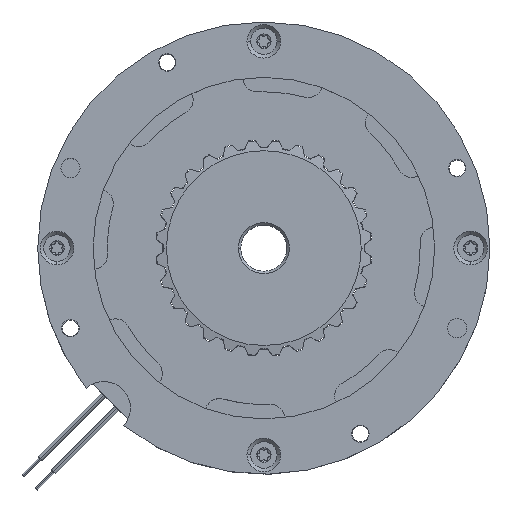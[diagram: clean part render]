
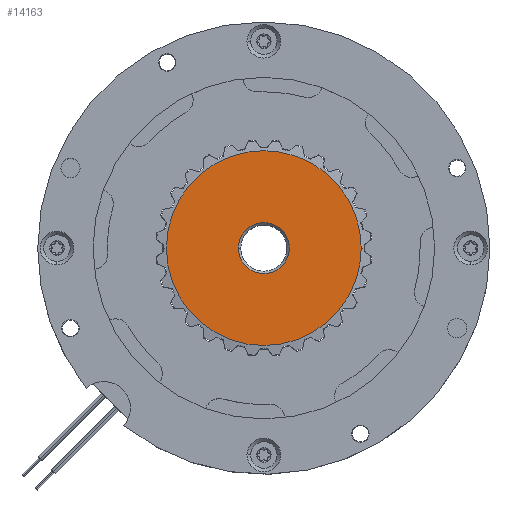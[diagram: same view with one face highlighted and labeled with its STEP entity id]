
A CAD part, top view. The second image highlights one B-rep face of the part: STEP entity #14163.
In plain terms, the highlighted face is planar.
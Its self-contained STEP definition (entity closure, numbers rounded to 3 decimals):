
#86 = CARTESIAN_POINT ( 'NONE',  ( 0., 20.25, -19. ) ) ;
#457 = DIRECTION ( 'NONE',  ( 0., 0., 1. ) ) ;
#1411 = VERTEX_POINT ( 'NONE', #24816 ) ;
#2181 = ORIENTED_EDGE ( 'NONE', *, *, #12356, .T. ) ;
#5015 = EDGE_CURVE ( 'NONE', #1411, #24211, #11454, .T. ) ;
#6316 = CIRCLE ( 'NONE', #10338, 20.25 ) ;
#6471 = EDGE_LOOP ( 'NONE', ( #29686, #11141 ) ) ;
#6587 = CARTESIAN_POINT ( 'NONE',  ( 0., 0., -19. ) ) ;
#7534 = CARTESIAN_POINT ( 'NONE',  ( 5.3, 0., -19. ) ) ;
#7588 = EDGE_CURVE ( 'NONE', #15268, #30485, #14538, .T. ) ;
#8015 = CARTESIAN_POINT ( 'NONE',  ( 0., 0., -19. ) ) ;
#8587 = CIRCLE ( 'NONE', #10612, 5.3 ) ;
#9738 = CARTESIAN_POINT ( 'NONE',  ( -20.25, 0., -19. ) ) ;
#10052 = DIRECTION ( 'NONE',  ( 1., 0., 0. ) ) ;
#10338 = AXIS2_PLACEMENT_3D ( 'NONE', #6587, #15861, #25427 ) ;
#10612 = AXIS2_PLACEMENT_3D ( 'NONE', #8015, #18081, #27181 ) ;
#10747 = DIRECTION ( 'NONE',  ( 0., 0., 1. ) ) ;
#11141 = ORIENTED_EDGE ( 'NONE', *, *, #14963, .F. ) ;
#11313 = AXIS2_PLACEMENT_3D ( 'NONE', #86, #26808, #14875 ) ;
#11360 = DIRECTION ( 'NONE',  ( 1., 0., 0. ) ) ;
#11454 = CIRCLE ( 'NONE', #26499, 20.25 ) ;
#12040 = PLANE ( 'NONE',  #11313 ) ;
#12356 = EDGE_CURVE ( 'NONE', #30485, #15268, #8587, .T. ) ;
#14163 = ADVANCED_FACE ( 'NONE', ( #17084, #29179 ), #12040, .F. ) ;
#14538 = CIRCLE ( 'NONE', #28567, 5.3 ) ;
#14875 = DIRECTION ( 'NONE',  ( 1., 0., 0. ) ) ;
#14958 = CARTESIAN_POINT ( 'NONE',  ( -5.3, 0., -19. ) ) ;
#14963 = EDGE_CURVE ( 'NONE', #24211, #1411, #6316, .T. ) ;
#15268 = VERTEX_POINT ( 'NONE', #14958 ) ;
#15861 = DIRECTION ( 'NONE',  ( 0., 0., 1. ) ) ;
#17084 = FACE_BOUND ( 'NONE', #26596, .T. ) ;
#18081 = DIRECTION ( 'NONE',  ( 0., 0., 1. ) ) ;
#20668 = CARTESIAN_POINT ( 'NONE',  ( 0., 0., -19. ) ) ;
#22005 = CARTESIAN_POINT ( 'NONE',  ( 0., 0., -19. ) ) ;
#24211 = VERTEX_POINT ( 'NONE', #9738 ) ;
#24816 = CARTESIAN_POINT ( 'NONE',  ( 20.25, 0., -19. ) ) ;
#25427 = DIRECTION ( 'NONE',  ( 1., 0., 0. ) ) ;
#25921 = ORIENTED_EDGE ( 'NONE', *, *, #7588, .T. ) ;
#26499 = AXIS2_PLACEMENT_3D ( 'NONE', #20668, #10747, #11360 ) ;
#26596 = EDGE_LOOP ( 'NONE', ( #25921, #2181 ) ) ;
#26808 = DIRECTION ( 'NONE',  ( 0., 0., 1. ) ) ;
#27181 = DIRECTION ( 'NONE',  ( 1., 0., 0. ) ) ;
#28567 = AXIS2_PLACEMENT_3D ( 'NONE', #22005, #457, #10052 ) ;
#29179 = FACE_OUTER_BOUND ( 'NONE', #6471, .T. ) ;
#29686 = ORIENTED_EDGE ( 'NONE', *, *, #5015, .F. ) ;
#30485 = VERTEX_POINT ( 'NONE', #7534 ) ;
